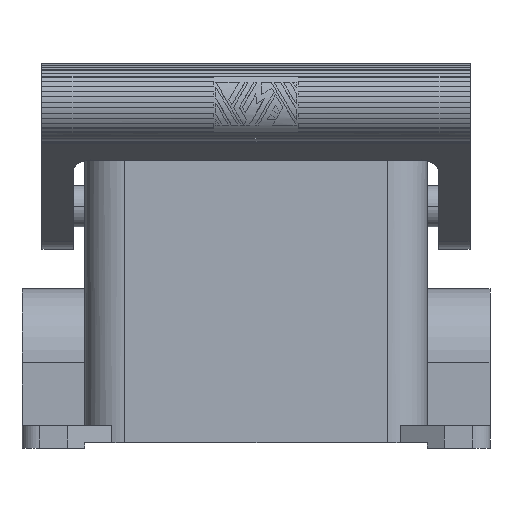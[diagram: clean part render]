
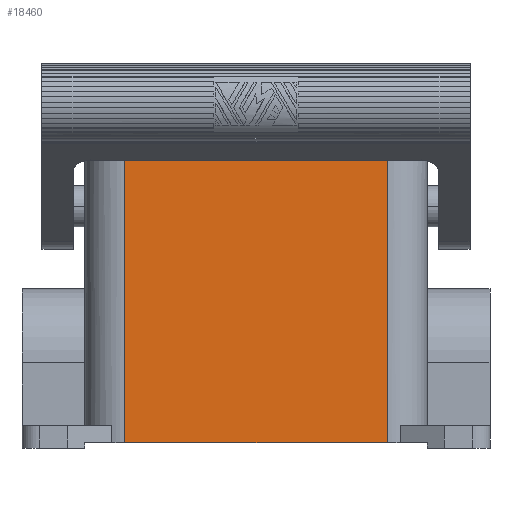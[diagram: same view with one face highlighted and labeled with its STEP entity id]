
A CAD part, left-side view. The second image highlights one B-rep face of the part: STEP entity #18460.
In plain terms, the highlighted planar face has unit normal (-1, 0, 0.009).
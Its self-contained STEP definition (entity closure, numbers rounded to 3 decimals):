
#4540=CARTESIAN_POINT('',(-21.932,23.,1.));
#4550=VERTEX_POINT('',#4540);
#4580=CARTESIAN_POINT('',(-21.932,0.,1.));
#4590=DIRECTION('',(0.,1.,0.));
#4600=VECTOR('',#4590,1.);
#4610=LINE('',#4580,#4600);
#4620=CARTESIAN_POINT('',(-21.932,-23.,1.));
#4630=VERTEX_POINT('',#4620);
#4640=EDGE_CURVE('',#4630,#4550,#4610,.T.);
#18160=CARTESIAN_POINT('',(-21.5,0.,50.5));
#18170=DIRECTION('',(-1.,0.,0.009));
#18180=DIRECTION('',(0.,1.,0.));
#18190=AXIS2_PLACEMENT_3D('',#18160,#18170,#18180);
#18200=PLANE('',#18190);
#18210=ORIENTED_EDGE('',*,*,#4640,.F.);
#18220=CARTESIAN_POINT('',(-21.94,23.,
0.061));
#18230=DIRECTION('',(-0.009,0.,-1.));
#18240=VECTOR('',#18230,1.);
#18250=LINE('',#18220,#18240);
#18260=CARTESIAN_POINT('',(-21.5,23.,50.5));
#18270=VERTEX_POINT('',#18260);
#18280=EDGE_CURVE('',#18270,#4550,#18250,.T.);
#18290=ORIENTED_EDGE('',*,*,#18280,.T.);
#18300=CARTESIAN_POINT('',(-21.5,0.,50.5));
#18310=DIRECTION('',(0.,1.,0.));
#18320=VECTOR('',#18310,1.);
#18330=LINE('',#18300,#18320);
#18340=CARTESIAN_POINT('',(-21.5,-23.,50.5));
#18350=VERTEX_POINT('',#18340);
#18360=EDGE_CURVE('',#18350,#18270,#18330,.T.);
#18370=ORIENTED_EDGE('',*,*,#18360,.T.);
#18380=CARTESIAN_POINT('',(-21.94,-23.,
0.061));
#18390=DIRECTION('',(-0.009,0.,-1.));
#18400=VECTOR('',#18390,1.);
#18410=LINE('',#18380,#18400);
#18420=EDGE_CURVE('',#18350,#4630,#18410,.T.);
#18430=ORIENTED_EDGE('',*,*,#18420,.F.);
#18440=EDGE_LOOP('',(#18430,#18370,#18290,#18210));
#18450=FACE_OUTER_BOUND('',#18440,.T.);
#18460=ADVANCED_FACE('',(#18450),#18200,.T.);
